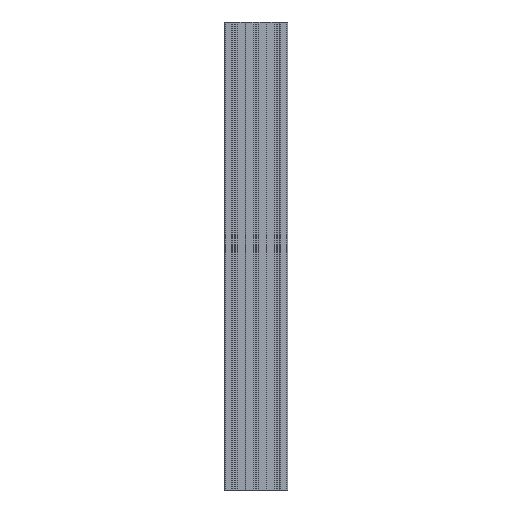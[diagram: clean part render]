
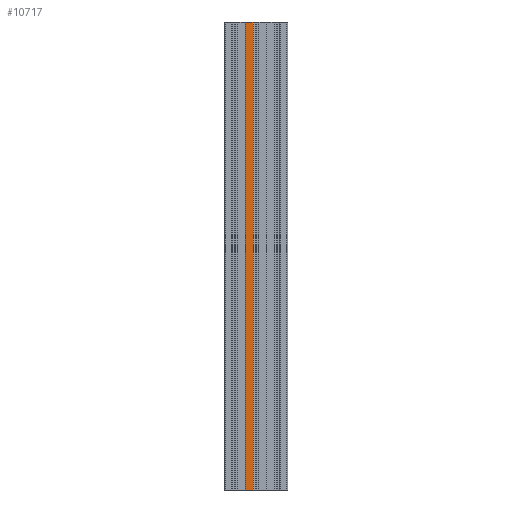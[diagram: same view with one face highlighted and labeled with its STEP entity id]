
A CAD part, front view. The second image highlights one B-rep face of the part: STEP entity #10717.
In plain terms, the highlighted planar face has unit normal (0, -1, 0).
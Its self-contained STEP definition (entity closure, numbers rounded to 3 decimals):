
#2 = DIRECTION ( 'NONE',  ( 0., 1., 0. ) ) ;
#1143 = LINE ( 'NONE', #11346, #14549 ) ;
#1154 = CARTESIAN_POINT ( 'NONE',  ( 23.026, -67.5, 0. ) ) ;
#2590 = VECTOR ( 'NONE', #7586, 1000. ) ;
#4619 = ORIENTED_EDGE ( 'NONE', *, *, #9733, .F. ) ;
#4863 = VERTEX_POINT ( 'NONE', #5024 ) ;
#4869 = DIRECTION ( 'NONE',  ( 0., 0., -1. ) ) ;
#5024 = CARTESIAN_POINT ( 'NONE',  ( 23.026, -67.5, -1000. ) ) ;
#5769 = EDGE_CURVE ( 'NONE', #8720, #7309, #16484, .T. ) ;
#7309 = VERTEX_POINT ( 'NONE', #10068 ) ;
#7586 = DIRECTION ( 'NONE',  ( 0., 0., 1. ) ) ;
#7838 = DIRECTION ( 'NONE',  ( 1., 0., 0. ) ) ;
#8720 = VERTEX_POINT ( 'NONE', #9310 ) ;
#8807 = VECTOR ( 'NONE', #4869, 1000. ) ;
#8940 = LINE ( 'NONE', #13936, #2590 ) ;
#8947 = EDGE_CURVE ( 'NONE', #4863, #16710, #8940, .T. ) ;
#9310 = CARTESIAN_POINT ( 'NONE',  ( 38.675, -67.5, 0. ) ) ;
#9414 = AXIS2_PLACEMENT_3D ( 'NONE', #11489, #2, #7838 ) ;
#9733 = EDGE_CURVE ( 'NONE', #7309, #4863, #1143, .T. ) ;
#10068 = CARTESIAN_POINT ( 'NONE',  ( 38.675, -67.5, -1000. ) ) ;
#10131 = EDGE_LOOP ( 'NONE', ( #12882, #16417, #4619, #10328 ) ) ;
#10196 = EDGE_CURVE ( 'NONE', #16710, #8720, #13700, .T. ) ;
#10328 = ORIENTED_EDGE ( 'NONE', *, *, #5769, .F. ) ;
#10717 = ADVANCED_FACE ( 'NONE', ( #12829 ), #16551, .F. ) ;
#11173 = CARTESIAN_POINT ( 'NONE',  ( 39.9, -67.5, 0. ) ) ;
#11346 = CARTESIAN_POINT ( 'NONE',  ( 39.9, -67.5, -1000. ) ) ;
#11489 = CARTESIAN_POINT ( 'NONE',  ( 39.9, -67.5, -1031.82 ) ) ;
#11815 = VECTOR ( 'NONE', #12602, 1000. ) ;
#12602 = DIRECTION ( 'NONE',  ( 1., 0., 0. ) ) ;
#12612 = DIRECTION ( 'NONE',  ( -1., 0., 0. ) ) ;
#12829 = FACE_OUTER_BOUND ( 'NONE', #10131, .T. ) ;
#12882 = ORIENTED_EDGE ( 'NONE', *, *, #10196, .F. ) ;
#13700 = LINE ( 'NONE', #11173, #11815 ) ;
#13936 = CARTESIAN_POINT ( 'NONE',  ( 23.026, -67.5, 0. ) ) ;
#14109 = CARTESIAN_POINT ( 'NONE',  ( 38.675, -67.5, -1000. ) ) ;
#14549 = VECTOR ( 'NONE', #12612, 1000. ) ;
#16417 = ORIENTED_EDGE ( 'NONE', *, *, #8947, .F. ) ;
#16484 = LINE ( 'NONE', #14109, #8807 ) ;
#16551 = PLANE ( 'NONE',  #9414 ) ;
#16710 = VERTEX_POINT ( 'NONE', #1154 ) ;
